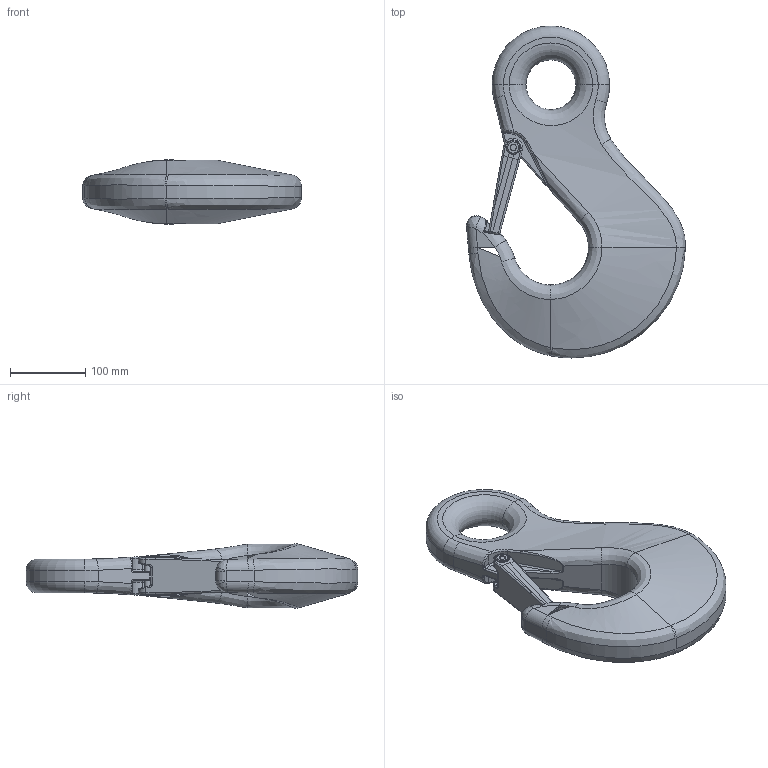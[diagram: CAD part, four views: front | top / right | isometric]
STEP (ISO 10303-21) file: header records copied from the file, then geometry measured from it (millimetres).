
FILE_DESCRIPTION(/* description */ (''),/* implementation_level */ '2;1');
FILE_NAME(/* name */ 'HSW 32 Kundenmodell.stp',/* time_stamp */ '2011-12-27T12:09:25+01:00',/* author */ (''),/* organization */ (''),/* preprocessor_version */ 'ST-DEVELOPER v11',/* originating_system */ 'SIEMENS PLM Software NX 7.5',/* authorisation */ '');
FILE_SCHEMA (('AUTOMOTIVE_DESIGN { 1 0 10303 214 1 1 1 1 }'));
Length unit declared in the file: millimetre
Products named in the file (1): KSEADA8uqlw
Bounding box: 290.92 x 440.99 x 85.36 mm (x, y, z)
Volume: 3544637.9 mm3; surface area: 222221.9 mm2
Topology: 2 solids, 2 shells, 303 faces, 770 edges, 454 vertices
Faces by surface type: bspline 123, cylinder 98, plane 59, torus 17, sphere 4, extrusion 2
Full cylindrical faces by diameter (mm): 8 x2, 8.48 x2
Entity records: 18515 total; most frequent: CARTESIAN_POINT 12192, ORIENTED_EDGE 1482, DIRECTION 1106, EDGE_CURVE 741, AXIS2_PLACEMENT_3D 449, VERTEX_POINT 446, EDGE_LOOP 313, ADVANCED_FACE 303
